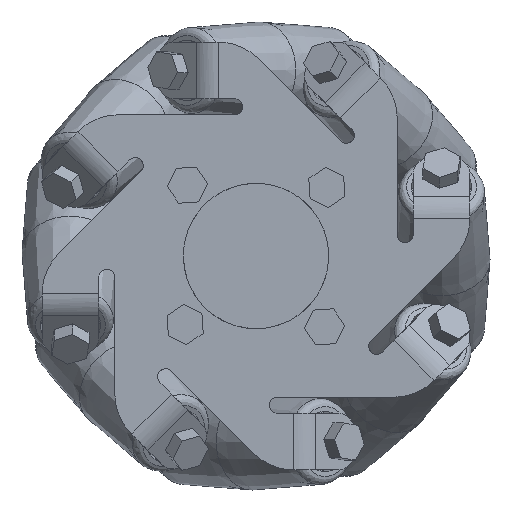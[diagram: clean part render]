
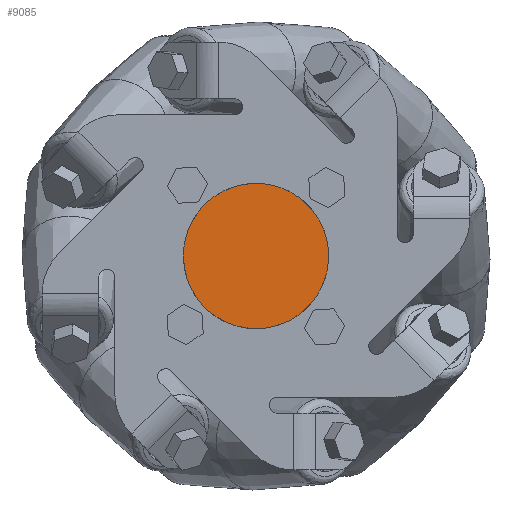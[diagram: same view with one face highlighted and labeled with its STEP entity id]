
A CAD part, left-side view. The second image highlights one B-rep face of the part: STEP entity #9085.
In plain terms, the highlighted free-form (B-spline) face has degree [1, 1] with [2, 2] control points.
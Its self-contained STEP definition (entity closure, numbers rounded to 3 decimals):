
#9037 = EDGE_CURVE('',#9038,#9038,#9040,.T.);
#9038 = VERTEX_POINT('',#9039);
#9039 = CARTESIAN_POINT('',(-3.945,11.834,
    0.));
#9040 = ( BOUNDED_CURVE() B_SPLINE_CURVE(2,(#9041,#9042,#9043,#9044,
#9045,#9046,#9047),.UNSPECIFIED.,.T.,.F.) B_SPLINE_CURVE_WITH_KNOTS((3,2
    ,2,3),(3.142,5.236,7.33,9.425),
.PIECEWISE_BEZIER_KNOTS.) CURVE() GEOMETRIC_REPRESENTATION_ITEM() 
RATIONAL_B_SPLINE_CURVE((1.,0.5,1.,0.5,1.,0.5,1.)) REPRESENTATION_ITEM(
  '') );
#9041 = CARTESIAN_POINT('',(-3.945,11.834,
    0.));
#9042 = CARTESIAN_POINT('',(-3.945,11.834,
    -20.498));
#9043 = CARTESIAN_POINT('',(-3.945,-5.917,
    -10.249));
#9044 = CARTESIAN_POINT('',(-3.945,-23.669,
    0.));
#9045 = CARTESIAN_POINT('',(-3.945,-5.917,
    10.249));
#9046 = CARTESIAN_POINT('',(-3.945,11.834,
    20.498));
#9047 = CARTESIAN_POINT('',(-3.945,11.834,
    0.));
#9085 = ADVANCED_FACE('',(#9086),#9089,.T.);
#9086 = FACE_BOUND('',#9087,.T.);
#9087 = EDGE_LOOP('',(#9088));
#9088 = ORIENTED_EDGE('',*,*,#9037,.T.);
#9089 = B_SPLINE_SURFACE_WITH_KNOTS('',1,1,(
    (#9090,#9091)
    ,(#9092,#9093
    )),.UNSPECIFIED.,.F.,.F.,.F.,(2,2),(2,2),(-9.,9.),(-9.,9.),
  .PIECEWISE_BEZIER_KNOTS.);
#9090 = CARTESIAN_POINT('',(-3.945,11.834,
    -11.834));
#9091 = CARTESIAN_POINT('',(-3.945,11.834,
    11.834));
#9092 = CARTESIAN_POINT('',(-3.945,-11.834,
    -11.834));
#9093 = CARTESIAN_POINT('',(-3.945,-11.834,
    11.834));
